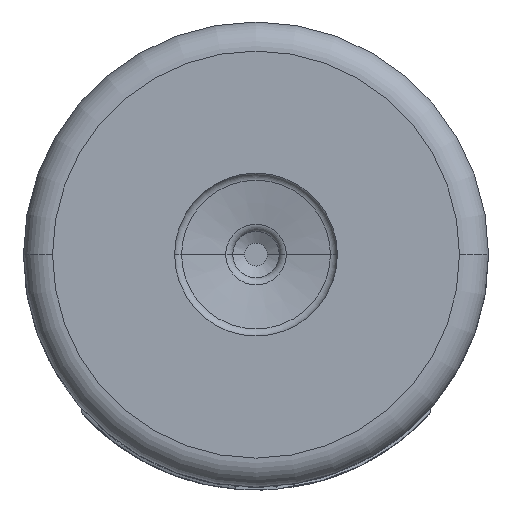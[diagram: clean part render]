
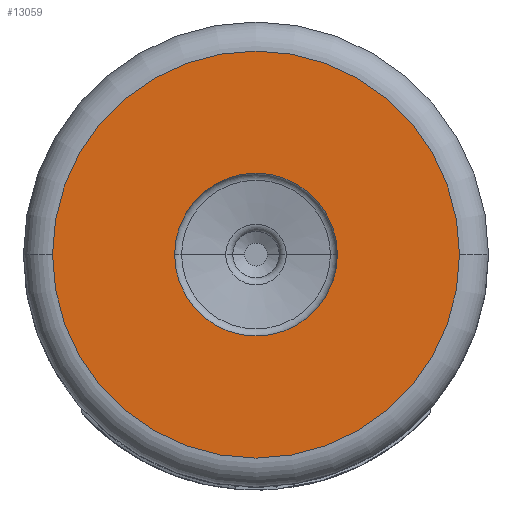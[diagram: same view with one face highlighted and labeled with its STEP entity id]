
A CAD part, front view. The second image highlights one B-rep face of the part: STEP entity #13059.
In plain terms, the highlighted planar face has unit normal (0, -1, 0).
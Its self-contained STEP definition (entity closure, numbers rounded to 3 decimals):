
#1869=CARTESIAN_POINT('',(0.,-4.,0.));
#1870=DIRECTION('',(0.,-1.,0.));
#1871=DIRECTION('',(1.,0.,0.));
#1872=AXIS2_PLACEMENT_3D('',#1869,#1870,#1871);
#1884=CARTESIAN_POINT('',(0.,-4.,0.));
#1885=DIRECTION('',(0.,-1.,0.));
#1886=DIRECTION('',(-1.,0.,0.));
#1887=AXIS2_PLACEMENT_3D('',#1884,#1885,#1886);
#1889=CARTESIAN_POINT('',(0.,-4.,0.));
#1890=DIRECTION('',(0.,-1.,0.));
#1891=DIRECTION('',(1.,0.,0.));
#1892=AXIS2_PLACEMENT_3D('',#1889,#1890,#1891);
#1894=CARTESIAN_POINT('',(0.,-4.,0.));
#1895=DIRECTION('',(0.,-1.,0.));
#1896=DIRECTION('',(-1.,0.,0.));
#1897=AXIS2_PLACEMENT_3D('',#1894,#1895,#1896);
#11133=CARTESIAN_POINT('',(-1.4,-4.,0.));
#11134=CARTESIAN_POINT('',(1.4,-4.,0.));
#11135=VERTEX_POINT('',#11133);
#11136=VERTEX_POINT('',#11134);
#11137=CARTESIAN_POINT('',(3.5,-4.,0.));
#11138=CARTESIAN_POINT('',(-3.5,-4.,0.));
#11139=VERTEX_POINT('',#11137);
#11140=VERTEX_POINT('',#11138);
#13043=CARTESIAN_POINT('',(0.,-4.,0.));
#13044=DIRECTION('',(0.,1.,0.));
#13045=DIRECTION('',(1.,0.,0.));
#13046=AXIS2_PLACEMENT_3D('',#13043,#13044,#13045);
#13047=PLANE('',#13046);
#13048=ORIENTED_EDGE('',*,*,#13033,.F.);
#13050=ORIENTED_EDGE('',*,*,#13049,.F.);
#13051=EDGE_LOOP('',(#13048,#13050));
#13052=FACE_OUTER_BOUND('',#13051,.F.);
#13054=ORIENTED_EDGE('',*,*,#13053,.T.);
#13056=ORIENTED_EDGE('',*,*,#13055,.T.);
#13057=EDGE_LOOP('',(#13054,#13056));
#13058=FACE_BOUND('',#13057,.F.);
#13059=ADVANCED_FACE('',(#13052,#13058),#13047,.F.);
#1873=CIRCLE('',#1872,3.5);
#1888=CIRCLE('',#1887,1.4);
#1893=CIRCLE('',#1892,1.4);
#1898=CIRCLE('',#1897,3.5);
#13033=EDGE_CURVE('',#11139,#11140,#1873,.T.);
#13049=EDGE_CURVE('',#11140,#11139,#1898,.T.);
#13053=EDGE_CURVE('',#11135,#11136,#1888,.T.);
#13055=EDGE_CURVE('',#11136,#11135,#1893,.T.);
